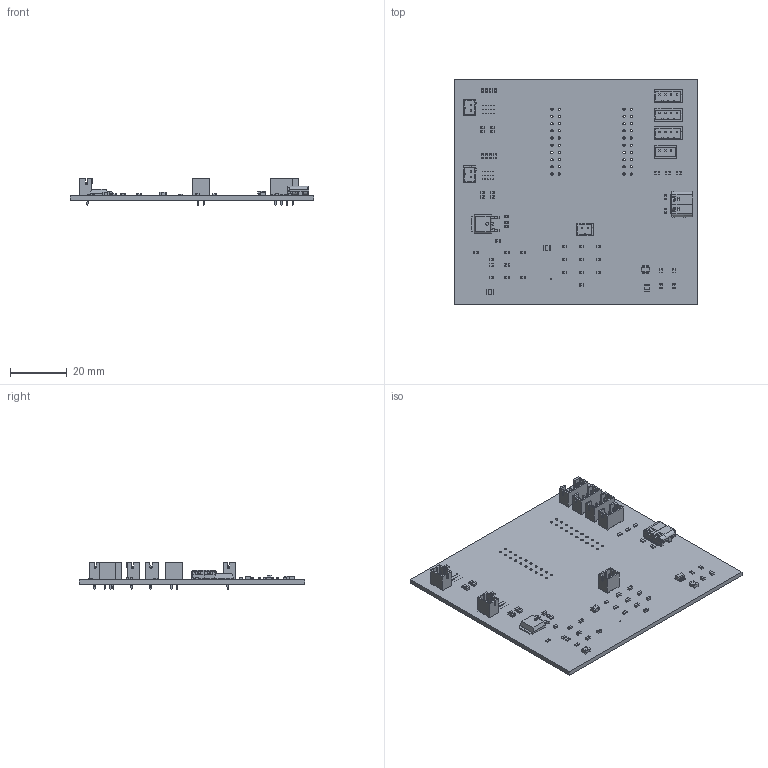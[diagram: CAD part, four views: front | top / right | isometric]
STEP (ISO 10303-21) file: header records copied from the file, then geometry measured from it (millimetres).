
FILE_DESCRIPTION(('KiCad electronic assembly'),'2;1');
FILE_NAME('SIMAs.step','2025-01-31T19:20:33',('Pcbnew'),('Kicad'), 'Open CASCADE STEP processor 7.8','KiCad to STEP converter','Unknown' );
FILE_SCHEMA(('AUTOMOTIVE_DESIGN { 1 0 10303 214 1 1 1 1 }'));
Length unit declared in the file: millimetre
Products named in the file (22): SIMAs 1; R_0603_1608Metric; L_1008_2520Metric; C_0603_1608Metric; JST_PH_B3B-PH-K_1x03_P2.00mm_Vertical; JST_B3B_PH_K; USB_C_Receptacle_GCT_USB4105-xx-A_16P_TopMnt_Horizontal; USB_C_Receptacle_16P_TopMnt_Horizontal_GCT_USB4105-xx-A; JST_PH_B4B-PH-K_1x04_P2.00mm_Vertical; JST_B4B_PH_K; JST_PH_B2B-PH-K_1x02_P2.00mm_Vertical; JST_B2B_PH_K; TO-252-2; CQ assembly; SOT-23-6; SOT_23_6; R_0201_0603Metric; _autosave-SIMAs_PCB
Assembly tree (73 placements, depth 3):
  SIMAs 1
    R_0603_1608Metric  x24
      R_0603_1608Metric
    L_1008_2520Metric  x3
      L_1008_2520Metric
    C_0603_1608Metric  x24
      C_0603_1608Metric
    JST_PH_B3B-PH-K_1x03_P2.00mm_Vertical
      JST_B3B_PH_K
    USB_C_Receptacle_GCT_USB4105-xx-A_16P_TopMnt_Horizontal
      USB_C_Receptacle_16P_TopMnt_Horizontal_GCT_USB4105-xx-A
    JST_PH_B4B-PH-K_1x04_P2.00mm_Vertical  x3
      JST_B4B_PH_K
    JST_PH_B2B-PH-K_1x02_P2.00mm_Vertical  x3
      JST_B2B_PH_K
    TO-252-2
      CQ assembly
    SOT-23-6
      SOT_23_6
    R_0201_0603Metric
      R_0201_0603Metric
    _autosave-SIMAs_PCB
Bounding box: 86 x 79.5 x 9.4 mm (x, y, z)
Volume: 11912 mm3; surface area: 17830.7 mm2
Topology: 102 solids, 102 shells, 3219 faces, 8391 edges, 5456 vertices
Faces by surface type: plane 2367, cylinder 814, bspline 30, cone 8
Full cylindrical faces by diameter (mm): 0.203 x30, 0.5 x2, 0.75 x21, 0.8 x40, 1 x1
Entity records: 53369 total; most frequent: CARTESIAN_POINT 7856, ORIENTED_EDGE 7446, DIRECTION 7299, EDGE_CURVE 3723, LINE 3021, VECTOR 3021, VERTEX_POINT 2396, AXIS2_PLACEMENT_3D 2139
